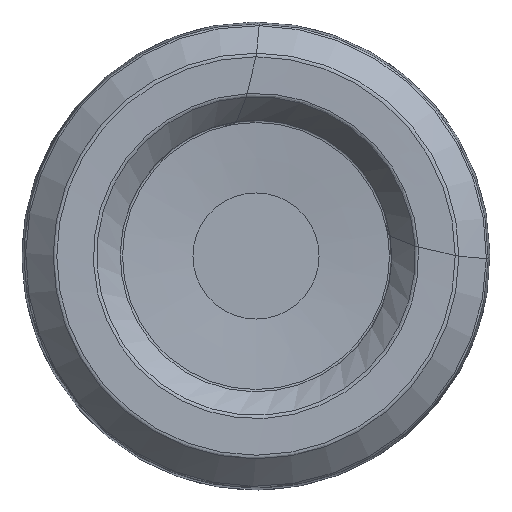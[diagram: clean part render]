
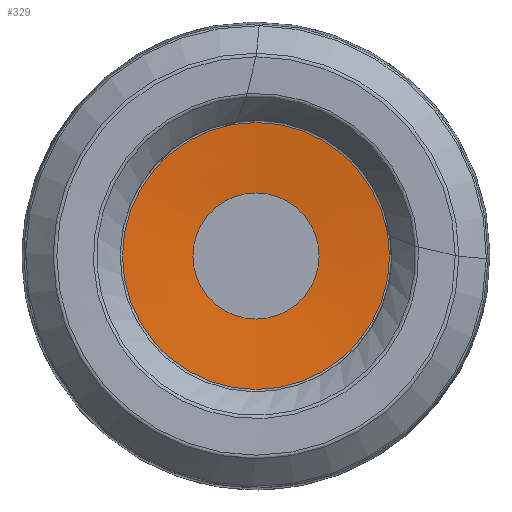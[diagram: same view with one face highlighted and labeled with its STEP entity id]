
A CAD part, left-side view. The second image highlights one B-rep face of the part: STEP entity #329.
In plain terms, the highlighted conical face has half-angle 85 degrees and reference radius 20.894 mm.
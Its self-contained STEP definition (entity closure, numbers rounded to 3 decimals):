
#60=CONICAL_SURFACE('',#949,20.894,85.);
#109=FACE_BOUND('',#453,.T.);
#110=FACE_BOUND('',#454,.T.);
#329=ADVANCED_FACE('',(#109,#110),#60,.F.);
#453=EDGE_LOOP('',(#692));
#454=EDGE_LOOP('',(#693));
#536=CIRCLE('',#946,20.894);
#537=CIRCLE('',#948,9.869);
#692=ORIENTED_EDGE('',*,*,#845,.F.);
#693=ORIENTED_EDGE('',*,*,#844,.T.);
#759=VERTEX_POINT('',#1956);
#760=VERTEX_POINT('',#1959);
#844=EDGE_CURVE('',#759,#759,#536,.T.);
#845=EDGE_CURVE('',#760,#760,#537,.T.);
#946=AXIS2_PLACEMENT_3D('',#1955,#1107,#1108);
#948=AXIS2_PLACEMENT_3D('',#1958,#1111,#1112);
#949=AXIS2_PLACEMENT_3D('',#1960,#1113,#1114);
#1107=DIRECTION('',(-1.,0.,0.));
#1108=DIRECTION('',(0.,0.,1.));
#1111=DIRECTION('',(-1.,0.,0.));
#1112=DIRECTION('',(0.,0.,1.));
#1113=DIRECTION('',(-1.,0.,0.));
#1114=DIRECTION('',(0.,0.,1.));
#1955=CARTESIAN_POINT('',(5.,0.,0.));
#1956=CARTESIAN_POINT('',(5.,0.,20.894));
#1958=CARTESIAN_POINT('',(5.965,0.,0.));
#1959=CARTESIAN_POINT('',(5.965,0.,9.869));
#1960=CARTESIAN_POINT('',(5.,0.,0.));
